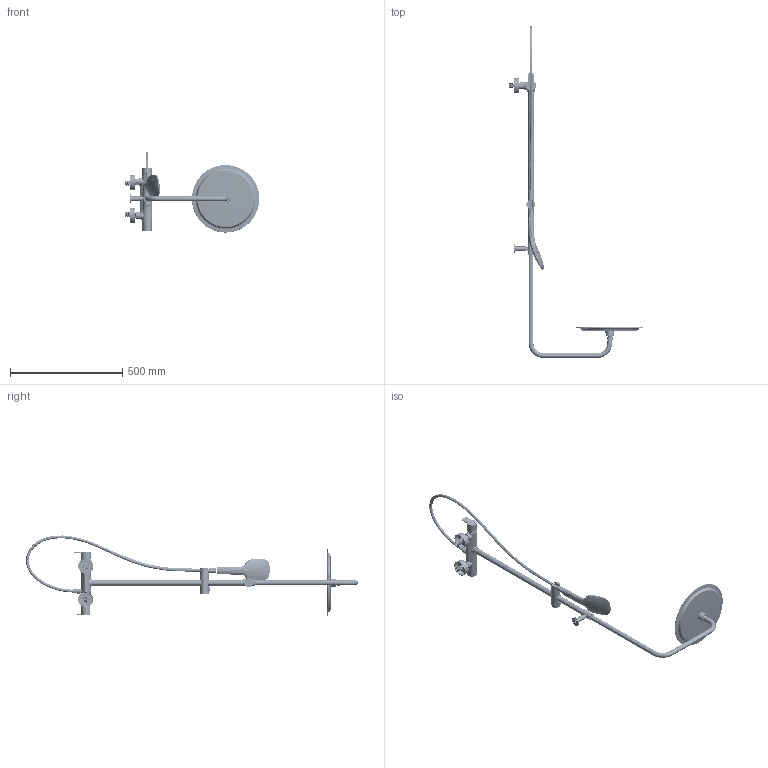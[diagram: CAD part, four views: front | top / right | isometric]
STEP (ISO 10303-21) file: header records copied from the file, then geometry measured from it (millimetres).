
FILE_DESCRIPTION (( 'STEP AP203' ), '1' );
FILE_NAME ('94DP08336.STEP', '2024-09-20T07:56:13', ( '' ), ( '' ), 'SwSTEP 2.0', 'SolidWorks 2021', '' );
FILE_SCHEMA (( 'CONFIG_CONTROL_DESIGN' ));
Products named in the file (1): 94DP08336
Bounding box: 599.45 x 1476.62 x 360.5 mm (x, y, z)
Volume: 1572426.3 mm3; surface area: 965301.1 mm2
Topology: 61 solids, 61 shells, 6969 faces, 19207 edges, 13015 vertices
Faces by surface type: bspline 3206, plane 1804, cone 1089, cylinder 805, torus 47, sphere 18
Full cylindrical faces by diameter (mm): 1.7 x2, 2 x1, 2.3 x1, 3.1 x50, 3.3 x1, 3.6 x50, 4 x2, 4.2 x1, 4.4 x50, 4.5 x1, 5 x1, 6.2 x1, 6.75 x1, 8.9 x1, 9.5 x3, 10 x2, 10.5 x1, 11 x1, 12.45 x1, 12.5 x1, 12.8 x1, 13.4 x1, 13.8 x1, 14 x2, 14.184 x1, 14.5 x1, 15 x4, 15.2 x1, 16 x2, 16.4 x2
Entity records: 558131 total; most frequent: CARTESIAN_POINT 427157, ORIENTED_EDGE 32240, EDGE_CURVE 16120, DIRECTION 15906, VERTEX_POINT 11782, EDGE_LOOP 9988, B_SPLINE_CURVE_WITH_KNOTS 8666, FACE_OUTER_BOUND 7951
